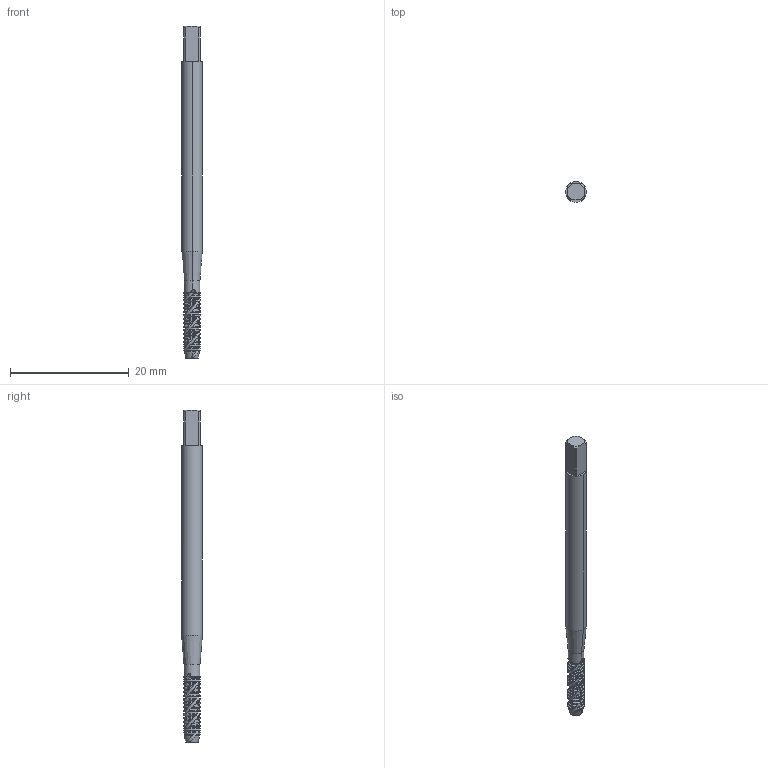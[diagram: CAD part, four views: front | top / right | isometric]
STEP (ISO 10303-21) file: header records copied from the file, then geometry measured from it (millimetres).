
FILE_DESCRIPTION(('no description'),'unknown implementation level');
FILE_NAME('solid0Jn7NQCho00wt3yyWcS7ldU9KsU_1.STP',' ',('CIM GmbH Aachen'),('CADClick - KiM GmbH - www.kimweb.de'),'unknown preprocess','ACIS','unknown authorization');
FILE_SCHEMA(('automotive_design'));
Length unit declared in the file: millimetre
Products named in the file (2): 1; 2
Bounding box: 3.5 x 3.5 x 56 mm (x, y, z)
Volume: 452.6 mm3; surface area: 757.5 mm2
Topology: 2 solids, 2 shells, 457 faces, 1306 edges, 853 vertices
Faces by surface type: cone 169, cylinder 160, bspline 102, plane 17, revolution 9
Entity records: 61561 total; most frequent: CARTESIAN_POINT 36602, STYLED_ITEM 2618, PRESENTATION_STYLE_ASSIGNMENT 2618, COLOUR_RGB 2618, ORIENTED_EDGE 2612, DIRECTION 1645, EDGE_CURVE 1306, CURVE_STYLE 1306
